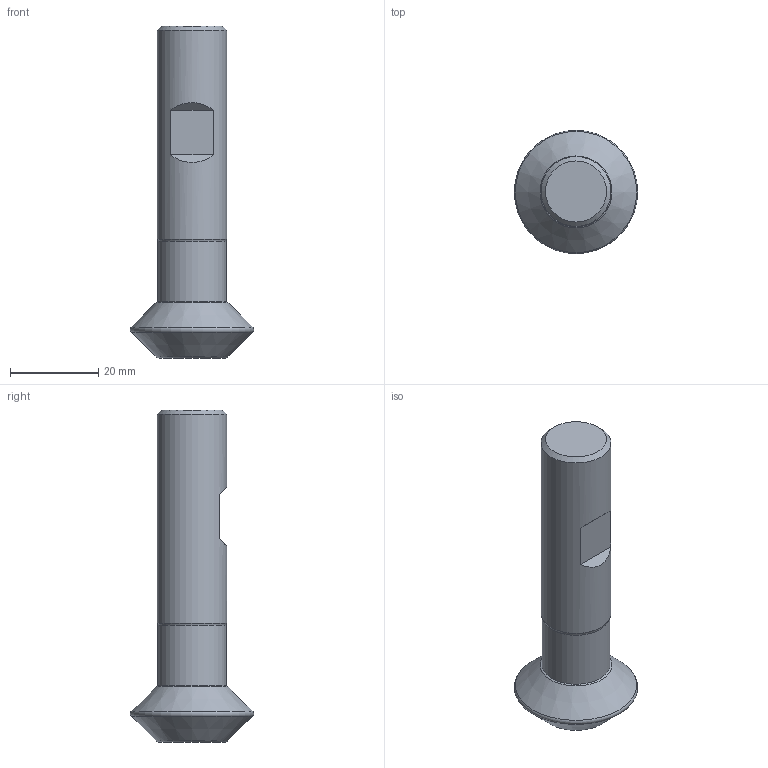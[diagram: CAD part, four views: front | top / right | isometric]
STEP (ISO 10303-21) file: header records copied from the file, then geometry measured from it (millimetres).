
FILE_DESCRIPTION(/* description */ (''),/* implementation_level */ '2;1');
FILE_NAME(/* name */ '062N2R106W062_ISSD09_115010295ndi000_00_SIM.stp',/* time_stamp */ '2019-12-11T13:09:42+01:00',/* author */ (''),/* organization */ (''),/* preprocessor_version */ 'ST-DEVELOPER v16.7',/* originating_system */ 'SIEMENS PLM Software NX 12.0',/* authorisation */ '');
FILE_SCHEMA (('AUTOMOTIVE_DESIGN { 1 0 10303 214 3 1 1 1 }'));
Length unit declared in the file: millimetre
Products named in the file (1): pp070C584DE9ccsr
Bounding box: 28.02 x 28.02 x 75.4 mm (x, y, z)
Volume: 20532.8 mm3; surface area: 6287.4 mm2
Topology: 2 solids, 2 shells, 21 faces, 45 edges, 26 vertices
Faces by surface type: torus 6, cone 6, plane 4, cylinder 2, revolution 2, bspline 1
Full cylindrical faces by diameter (mm): 15.5 x1, 15.875 x1
Entity records: 609 total; most frequent: CARTESIAN_POINT 204, DIRECTION 80, ORIENTED_EDGE 46, EDGE_LOOP 38, AXIS2_PLACEMENT_3D 36, FACE_BOUND 35, EDGE_CURVE 23, VERTEX_POINT 22
